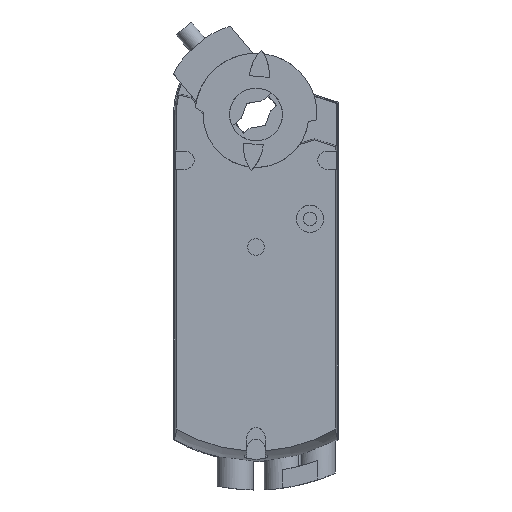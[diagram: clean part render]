
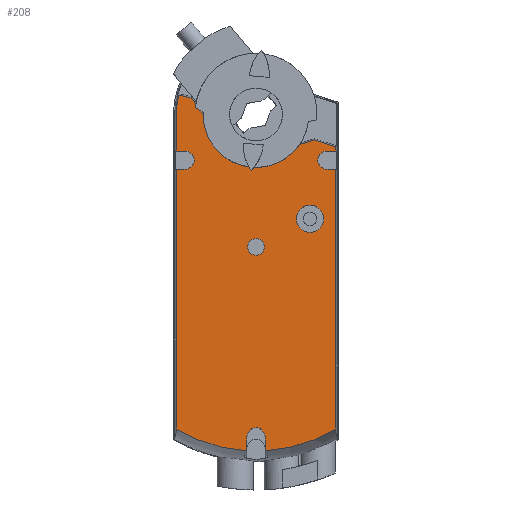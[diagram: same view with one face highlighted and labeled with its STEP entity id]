
A CAD part, top view. The second image highlights one B-rep face of the part: STEP entity #208.
In plain terms, the highlighted planar face has unit normal (0, 0, 1).
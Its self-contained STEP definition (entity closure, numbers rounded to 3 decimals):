
#208=ADVANCED_FACE('',(#1196,#1197,#504),#367,.F.);
#367=PLANE('',#3472);
#504=FACE_OUTER_BOUND('',#1324,.T.);
#743=LINE('',#5049,#1036);
#746=LINE('',#5055,#1039);
#759=LINE('',#5188,#1052);
#760=LINE('',#5190,#1053);
#761=LINE('',#5194,#1054);
#762=LINE('',#5196,#1055);
#763=LINE('',#5198,#1056);
#764=LINE('',#5200,#1057);
#765=LINE('',#5204,#1058);
#766=LINE('',#5206,#1059);
#767=LINE('',#5210,#1060);
#768=LINE('',#5212,#1061);
#769=LINE('',#5216,#1062);
#770=LINE('',#5218,#1063);
#1036=VECTOR('',#4048,1.);
#1039=VECTOR('',#4053,1.);
#1052=VECTOR('',#4130,1.);
#1053=VECTOR('',#4131,1.);
#1054=VECTOR('',#4134,1.);
#1055=VECTOR('',#4135,1.);
#1056=VECTOR('',#4136,1.);
#1057=VECTOR('',#4137,1.);
#1058=VECTOR('',#4140,1.);
#1059=VECTOR('',#4141,1.);
#1060=VECTOR('',#4144,1.);
#1061=VECTOR('',#4145,1.);
#1062=VECTOR('',#4148,1.);
#1063=VECTOR('',#4149,1.);
#1196=FACE_BOUND('',#1322,.T.);
#1197=FACE_BOUND('',#1323,.T.);
#1322=EDGE_LOOP('',(#1913));
#1323=EDGE_LOOP('',(#1914));
#1324=EDGE_LOOP('',(#1915,#1916,#1917,#1918,#1919,#1920,#1921,#1922,#1923,
#1924,#1925,#1926,#1927,#1928,#1929,#1930,#1931,#1932,#1933,#1934,#1935));
#1913=ORIENTED_EDGE('',*,*,#2952,.F.);
#1914=ORIENTED_EDGE('',*,*,#2953,.F.);
#1915=ORIENTED_EDGE('',*,*,#2908,.F.);
#1916=ORIENTED_EDGE('',*,*,#2913,.F.);
#1917=ORIENTED_EDGE('',*,*,#2911,.F.);
#1918=ORIENTED_EDGE('',*,*,#2897,.T.);
#1919=ORIENTED_EDGE('',*,*,#2954,.T.);
#1920=ORIENTED_EDGE('',*,*,#2955,.T.);
#1921=ORIENTED_EDGE('',*,*,#2956,.T.);
#1922=ORIENTED_EDGE('',*,*,#2957,.T.);
#1923=ORIENTED_EDGE('',*,*,#2958,.T.);
#1924=ORIENTED_EDGE('',*,*,#2959,.F.);
#1925=ORIENTED_EDGE('',*,*,#2960,.F.);
#1926=ORIENTED_EDGE('',*,*,#2961,.F.);
#1927=ORIENTED_EDGE('',*,*,#2962,.F.);
#1928=ORIENTED_EDGE('',*,*,#2963,.F.);
#1929=ORIENTED_EDGE('',*,*,#2964,.T.);
#1930=ORIENTED_EDGE('',*,*,#2965,.T.);
#1931=ORIENTED_EDGE('',*,*,#2966,.T.);
#1932=ORIENTED_EDGE('',*,*,#2967,.T.);
#1933=ORIENTED_EDGE('',*,*,#2968,.T.);
#1934=ORIENTED_EDGE('',*,*,#2969,.T.);
#1935=ORIENTED_EDGE('',*,*,#2887,.T.);
#2504=VERTEX_POINT('',#4960);
#2505=VERTEX_POINT('',#4962);
#2514=VERTEX_POINT('',#5026);
#2515=VERTEX_POINT('',#5028);
#2524=VERTEX_POINT('',#5048);
#2525=VERTEX_POINT('',#5052);
#2561=VERTEX_POINT('',#5185);
#2562=VERTEX_POINT('',#5187);
#2563=VERTEX_POINT('',#5189);
#2564=VERTEX_POINT('',#5191);
#2565=VERTEX_POINT('',#5193);
#2566=VERTEX_POINT('',#5195);
#2567=VERTEX_POINT('',#5197);
#2568=VERTEX_POINT('',#5199);
#2569=VERTEX_POINT('',#5201);
#2570=VERTEX_POINT('',#5203);
#2571=VERTEX_POINT('',#5205);
#2572=VERTEX_POINT('',#5207);
#2573=VERTEX_POINT('',#5209);
#2574=VERTEX_POINT('',#5211);
#2575=VERTEX_POINT('',#5213);
#2576=VERTEX_POINT('',#5215);
#2577=VERTEX_POINT('',#5217);
#2887=EDGE_CURVE('',#2505,#2504,#3203,.T.);
#2897=EDGE_CURVE('',#2515,#2514,#3209,.T.);
#2908=EDGE_CURVE('',#2524,#2504,#743,.T.);
#2911=EDGE_CURVE('',#2515,#2525,#746,.T.);
#2913=EDGE_CURVE('',#2525,#2524,#3219,.T.);
#2952=EDGE_CURVE('',#2561,#2561,#3242,.T.);
#2953=EDGE_CURVE('',#2562,#2562,#3243,.T.);
#2954=EDGE_CURVE('',#2514,#2563,#759,.T.);
#2955=EDGE_CURVE('',#2563,#2564,#760,.T.);
#2956=EDGE_CURVE('',#2564,#2565,#3244,.T.);
#2957=EDGE_CURVE('',#2565,#2566,#761,.T.);
#2958=EDGE_CURVE('',#2566,#2567,#762,.T.);
#2959=EDGE_CURVE('',#2568,#2567,#763,.T.);
#2960=EDGE_CURVE('',#2569,#2568,#764,.T.);
#2961=EDGE_CURVE('',#2570,#2569,#3245,.T.);
#2962=EDGE_CURVE('',#2571,#2570,#765,.T.);
#2963=EDGE_CURVE('',#2572,#2571,#766,.T.);
#2964=EDGE_CURVE('',#2572,#2573,#3246,.T.);
#2965=EDGE_CURVE('',#2573,#2574,#767,.T.);
#2966=EDGE_CURVE('',#2574,#2575,#768,.T.);
#2967=EDGE_CURVE('',#2575,#2576,#3247,.T.);
#2968=EDGE_CURVE('',#2576,#2577,#769,.T.);
#2969=EDGE_CURVE('',#2577,#2505,#770,.T.);
#3203=CIRCLE('',#3419,93.601);
#3209=CIRCLE('',#3425,93.601);
#3219=CIRCLE('',#3438,5.5);
#3242=CIRCLE('',#3466,8.25);
#3243=CIRCLE('',#3467,5.);
#3244=CIRCLE('',#3468,5.5);
#3245=CIRCLE('',#3469,25.179);
#3246=CIRCLE('',#3470,48.171);
#3247=CIRCLE('',#3471,5.5);
#3419=AXIS2_PLACEMENT_3D('',#4961,#4014,#4015);
#3425=AXIS2_PLACEMENT_3D('',#5027,#4026,#4027);
#3438=AXIS2_PLACEMENT_3D('',#5058,#4058,#4059);
#3466=AXIS2_PLACEMENT_3D('',#5184,#4126,#4127);
#3467=AXIS2_PLACEMENT_3D('',#5186,#4128,#4129);
#3468=AXIS2_PLACEMENT_3D('',#5192,#4132,#4133);
#3469=AXIS2_PLACEMENT_3D('',#5202,#4138,#4139);
#3470=AXIS2_PLACEMENT_3D('',#5208,#4142,#4143);
#3471=AXIS2_PLACEMENT_3D('',#5214,#4146,#4147);
#3472=AXIS2_PLACEMENT_3D('',#5219,#4150,#4151);
#4014=DIRECTION('',(0.,0.,1.));
#4015=DIRECTION('',(1.,0.,0.));
#4026=DIRECTION('',(0.,0.,1.));
#4027=DIRECTION('',(1.,0.,0.));
#4048=DIRECTION('',(0.,-1.,0.));
#4053=DIRECTION('',(0.,1.,0.));
#4058=DIRECTION('',(0.,0.,1.));
#4059=DIRECTION('',(1.,0.,0.));
#4126=DIRECTION('',(0.,0.,1.));
#4127=DIRECTION('',(0.,1.,0.));
#4128=DIRECTION('',(0.,0.,1.));
#4129=DIRECTION('',(0.,1.,0.));
#4130=DIRECTION('',(0.,1.,0.));
#4131=DIRECTION('',(-1.,0.,0.));
#4132=DIRECTION('',(0.,0.,-1.));
#4133=DIRECTION('',(1.,0.,0.));
#4134=DIRECTION('',(1.,0.,0.));
#4135=DIRECTION('',(0.,1.,0.));
#4136=DIRECTION('',(0.951,-0.309,0.));
#4137=DIRECTION('',(0.955,0.296,0.));
#4138=DIRECTION('',(0.,0.,1.));
#4139=DIRECTION('',(-1.,0.,0.));
#4140=DIRECTION('',(0.605,-0.797,0.));
#4141=DIRECTION('',(0.978,-0.208,0.));
#4142=DIRECTION('',(0.,0.,1.));
#4143=DIRECTION('',(-1.,0.,0.));
#4144=DIRECTION('',(0.,-1.,0.));
#4145=DIRECTION('',(1.,0.,0.));
#4146=DIRECTION('',(0.,0.,-1.));
#4147=DIRECTION('',(1.,0.,0.));
#4148=DIRECTION('',(-1.,0.,0.));
#4149=DIRECTION('',(0.,-1.,0.));
#4150=DIRECTION('',(0.,0.,-1.));
#4151=DIRECTION('',(-1.,0.,0.));
#4960=CARTESIAN_POINT('',(-5.5,6.561,33.75));
#4961=CARTESIAN_POINT('',(0.,100.,33.75));
#4962=CARTESIAN_POINT('',(-48.171,19.746,33.75));
#5026=CARTESIAN_POINT('',(48.171,19.746,33.75));
#5027=CARTESIAN_POINT('',(0.,100.,33.75));
#5028=CARTESIAN_POINT('',(5.5,6.561,33.75));
#5048=CARTESIAN_POINT('',(-5.5,15.,33.75));
#5049=CARTESIAN_POINT('',(-5.5,15.,33.75));
#5052=CARTESIAN_POINT('',(5.5,15.,33.75));
#5055=CARTESIAN_POINT('',(5.5,-5.412,33.75));
#5058=CARTESIAN_POINT('',(0.,15.,33.75));
#5184=CARTESIAN_POINT('',(32.7,146.9,33.75));
#5185=CARTESIAN_POINT('',(32.7,155.15,33.75));
#5186=CARTESIAN_POINT('',(0.,129.9,33.75));
#5187=CARTESIAN_POINT('',(0.,134.9,33.75));
#5188=CARTESIAN_POINT('',(48.171,209.997,33.75));
#5189=CARTESIAN_POINT('',(48.171,176.9,33.75));
#5190=CARTESIAN_POINT('',(54.662,176.9,33.75));
#5191=CARTESIAN_POINT('',(42.9,176.9,33.75));
#5192=CARTESIAN_POINT('',(42.9,182.4,33.75));
#5193=CARTESIAN_POINT('',(42.9,187.9,33.75));
#5194=CARTESIAN_POINT('',(42.9,187.9,33.75));
#5195=CARTESIAN_POINT('',(48.171,187.9,33.75));
#5196=CARTESIAN_POINT('',(48.171,209.997,33.75));
#5197=CARTESIAN_POINT('',(48.171,190.482,33.75));
#5198=CARTESIAN_POINT('',(-1.135,206.503,33.75));
#5199=CARTESIAN_POINT('',(35.453,194.615,33.75));
#5200=CARTESIAN_POINT('',(7.446,185.945,33.75));
#5201=CARTESIAN_POINT('',(7.446,185.945,33.75));
#5202=CARTESIAN_POINT('',(0.,209.997,33.75));
#5203=CARTESIAN_POINT('',(-20.055,194.775,33.75));
#5204=CARTESIAN_POINT('',(-20.055,194.775,33.75));
#5205=CARTESIAN_POINT('',(-39.309,220.14,33.75));
#5206=CARTESIAN_POINT('',(0.363,211.707,33.75));
#5207=CARTESIAN_POINT('',(-46.724,221.716,33.75));
#5208=CARTESIAN_POINT('',(0.,209.997,33.75));
#5209=CARTESIAN_POINT('',(-48.171,209.997,33.75));
#5210=CARTESIAN_POINT('',(-48.171,209.997,33.75));
#5211=CARTESIAN_POINT('',(-48.171,187.9,33.75));
#5212=CARTESIAN_POINT('',(-55.018,187.9,33.75));
#5213=CARTESIAN_POINT('',(-42.9,187.9,33.75));
#5214=CARTESIAN_POINT('',(-42.9,182.4,33.75));
#5215=CARTESIAN_POINT('',(-42.9,176.9,33.75));
#5216=CARTESIAN_POINT('',(-42.9,176.9,33.75));
#5217=CARTESIAN_POINT('',(-48.171,176.9,33.75));
#5218=CARTESIAN_POINT('',(-48.171,209.997,33.75));
#5219=CARTESIAN_POINT('',(0.,209.997,33.75));
